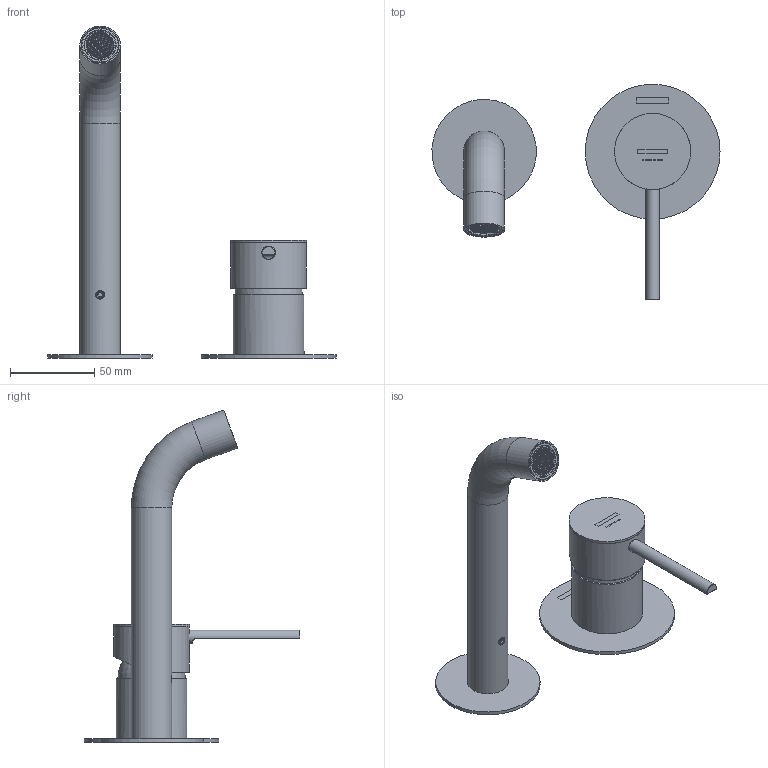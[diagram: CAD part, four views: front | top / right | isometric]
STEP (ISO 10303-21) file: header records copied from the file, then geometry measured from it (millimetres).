
FILE_DESCRIPTION (( 'STEP AP203' ), '1' );
FILE_NAME ('842101IX.STEP', '2025-02-05T09:20:49', ( '' ), ( '' ), 'SwSTEP 2.0', 'SolidWorks 2021', '' );
FILE_SCHEMA (( 'CONFIG_CONTROL_DESIGN' ));
Length unit declared in the file: millimetre
Products named in the file (1): 842101IX
Bounding box: 170.93 x 128 x 197 mm (x, y, z)
Volume: 58498.9 mm3; surface area: 73344.7 mm2
Topology: 11 solids, 11 shells, 1158 faces, 2923 edges, 1945 vertices
Faces by surface type: plane 1065, cylinder 68, cone 14, torus 6, bspline 3, sphere 2
Full cylindrical faces by diameter (mm): 4.2 x1, 5 x1, 5.5 x1, 7.9 x1, 8 x1, 16 x1, 16.7 x1, 17.2 x2, 17.75 x1, 18.5 x2, 18.75 x1, 21 x3, 22 x2, 24 x2, 24.5 x1, 31 x1, 35.8 x2, 36.5 x1, 37 x1, 39 x1, 42 x1, 42.5 x1, 42.6 x1, 45 x1, 45.2 x1, 62 x1, 80 x1
Entity records: 35227 total; most frequent: CARTESIAN_POINT 7413, ORIENTED_EDGE 5696, DIRECTION 5315, EDGE_CURVE 2848, LINE 2651, VECTOR 2651, VERTEX_POINT 1927, EDGE_LOOP 1393
